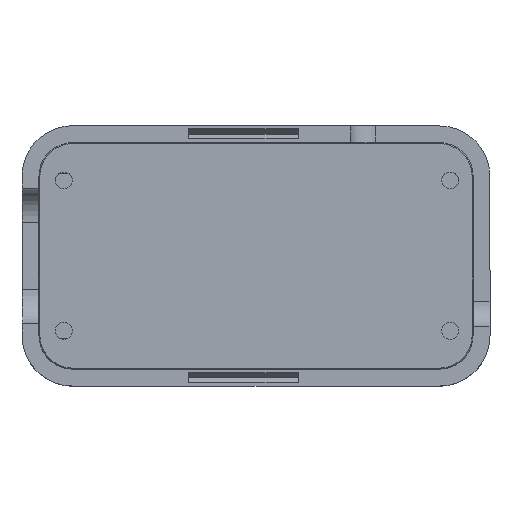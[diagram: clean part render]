
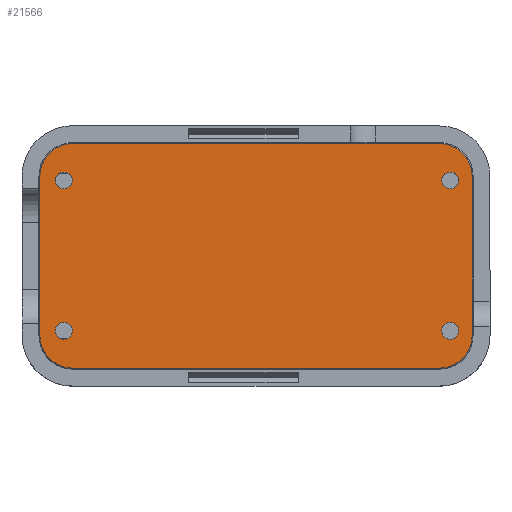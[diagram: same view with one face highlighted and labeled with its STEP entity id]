
A CAD part, top view. The second image highlights one B-rep face of the part: STEP entity #21566.
In plain terms, the highlighted planar face has unit normal (0, 0, 1).
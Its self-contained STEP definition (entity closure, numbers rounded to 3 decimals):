
#135 = CIRCLE ( 'NONE', #19223, 1. ) ;
#183 = DIRECTION ( 'NONE',  ( 0., 0., 1. ) ) ;
#226 = EDGE_LOOP ( 'NONE', ( #33266, #12482 ) ) ;
#387 = DIRECTION ( 'NONE',  ( 0., 0., -1. ) ) ;
#469 = AXIS2_PLACEMENT_3D ( 'NONE', #8869, #25338, #11621 ) ;
#502 = EDGE_CURVE ( 'NONE', #15926, #19017, #135, .T. ) ;
#525 = AXIS2_PLACEMENT_3D ( 'NONE', #8567, #387, #32105 ) ;
#610 = ORIENTED_EDGE ( 'NONE', *, *, #30622, .F. ) ;
#936 = DIRECTION ( 'NONE',  ( -1., 0., 0. ) ) ;
#1779 = LINE ( 'NONE', #12226, #6208 ) ;
#2119 = CARTESIAN_POINT ( 'NONE',  ( -47.26, 2.54, 4.4 ) ) ;
#2355 = CARTESIAN_POINT ( 'NONE',  ( -47.2, -1.883, 4.4 ) ) ;
#2408 = CIRCLE ( 'NONE', #28026, 1. ) ;
#2488 = EDGE_CURVE ( 'NONE', #28736, #26988, #29027, .T. ) ;
#2584 = DIRECTION ( 'NONE',  ( 0., 0., 1. ) ) ;
#2637 = ORIENTED_EDGE ( 'NONE', *, *, #10071, .T. ) ;
#2928 = FACE_BOUND ( 'NONE', #13220, .T. ) ;
#3131 = CARTESIAN_POINT ( 'NONE',  ( -47.2, 24.683, 4.4 ) ) ;
#3237 = EDGE_CURVE ( 'NONE', #30621, #20474, #30061, .T. ) ;
#3375 = ORIENTED_EDGE ( 'NONE', *, *, #33204, .F. ) ;
#3452 = DIRECTION ( 'NONE',  ( 0., 0., 1. ) ) ;
#3723 = DIRECTION ( 'NONE',  ( 1., 0., 0. ) ) ;
#4086 = CARTESIAN_POINT ( 'NONE',  ( -3.54, 2.54, 4.4 ) ) ;
#4382 = CARTESIAN_POINT ( 'NONE',  ( -48.26, 2.54, 4.4 ) ) ;
#4896 = CARTESIAN_POINT ( 'NONE',  ( -51.083, 0., 4.4 ) ) ;
#5128 = CARTESIAN_POINT ( 'NONE',  ( -47.2, 2., 4.4 ) ) ;
#5565 = AXIS2_PLACEMENT_3D ( 'NONE', #7292, #14664, #17709 ) ;
#5850 = CARTESIAN_POINT ( 'NONE',  ( -2.54, 20.32, 4.4 ) ) ;
#6049 = CARTESIAN_POINT ( 'NONE',  ( -3.84, -1.883, 4.4 ) ) ;
#6184 = ORIENTED_EDGE ( 'NONE', *, *, #25890, .T. ) ;
#6208 = VECTOR ( 'NONE', #7707, 1000. ) ;
#6503 = VERTEX_POINT ( 'NONE', #20005 ) ;
#6656 = CIRCLE ( 'NONE', #24081, 1. ) ;
#6724 = VERTEX_POINT ( 'NONE', #6957 ) ;
#6957 = CARTESIAN_POINT ( 'NONE',  ( -49.26, 2.54, 4.4 ) ) ;
#7112 = AXIS2_PLACEMENT_3D ( 'NONE', #13412, #10871, #936 ) ;
#7292 = CARTESIAN_POINT ( 'NONE',  ( -3.84, 20.8, 4.4 ) ) ;
#7707 = DIRECTION ( 'NONE',  ( 0., 1., 0. ) ) ;
#7730 = CARTESIAN_POINT ( 'NONE',  ( -48.26, 20.32, 4.4 ) ) ;
#7770 = EDGE_CURVE ( 'NONE', #26988, #28736, #25486, .T. ) ;
#7882 = CARTESIAN_POINT ( 'NONE',  ( -3.84, 2., 4.4 ) ) ;
#8313 = CIRCLE ( 'NONE', #15988, 3.883 ) ;
#8455 = ORIENTED_EDGE ( 'NONE', *, *, #22741, .T. ) ;
#8567 = CARTESIAN_POINT ( 'NONE',  ( 0., 0., 4.4 ) ) ;
#8745 = DIRECTION ( 'NONE',  ( 1., 0., 0. ) ) ;
#8869 = CARTESIAN_POINT ( 'NONE',  ( -2.54, 20.32, 4.4 ) ) ;
#9028 = ORIENTED_EDGE ( 'NONE', *, *, #29200, .T. ) ;
#9217 = AXIS2_PLACEMENT_3D ( 'NONE', #4382, #19748, #30142 ) ;
#9280 = EDGE_CURVE ( 'NONE', #20474, #29787, #16967, .T. ) ;
#9373 = VECTOR ( 'NONE', #15013, 1000. ) ;
#10071 = EDGE_CURVE ( 'NONE', #28064, #31040, #15176, .T. ) ;
#10192 = CARTESIAN_POINT ( 'NONE',  ( -3.84, 24.683, 4.4 ) ) ;
#10871 = DIRECTION ( 'NONE',  ( 0., 0., 1. ) ) ;
#11075 = CARTESIAN_POINT ( 'NONE',  ( -3.54, 20.32, 4.4 ) ) ;
#11124 = ORIENTED_EDGE ( 'NONE', *, *, #21214, .F. ) ;
#11621 = DIRECTION ( 'NONE',  ( 1., 0., 0. ) ) ;
#11740 = ORIENTED_EDGE ( 'NONE', *, *, #17555, .F. ) ;
#11840 = CIRCLE ( 'NONE', #21048, 1. ) ;
#12226 = CARTESIAN_POINT ( 'NONE',  ( 0.043, 0., 4.4 ) ) ;
#12274 = DIRECTION ( 'NONE',  ( 0., 0., 1. ) ) ;
#12482 = ORIENTED_EDGE ( 'NONE', *, *, #2488, .F. ) ;
#13220 = EDGE_LOOP ( 'NONE', ( #31272, #11124 ) ) ;
#13366 = FACE_BOUND ( 'NONE', #21945, .T. ) ;
#13412 = CARTESIAN_POINT ( 'NONE',  ( -47.2, 20.8, 4.4 ) ) ;
#13550 = VECTOR ( 'NONE', #24602, 1000. ) ;
#13830 = CARTESIAN_POINT ( 'NONE',  ( -48.26, 20.32, 4.4 ) ) ;
#14059 = CARTESIAN_POINT ( 'NONE',  ( 0.043, 20.8, 4.4 ) ) ;
#14664 = DIRECTION ( 'NONE',  ( 0., 0., 1. ) ) ;
#14877 = CARTESIAN_POINT ( 'NONE',  ( -47.26, 20.32, 4.4 ) ) ;
#15013 = DIRECTION ( 'NONE',  ( 1., 0., 0. ) ) ;
#15176 = LINE ( 'NONE', #27795, #9373 ) ;
#15605 = DIRECTION ( 'NONE',  ( 1., 0., 0. ) ) ;
#15830 = DIRECTION ( 'NONE',  ( 0., -1., 0. ) ) ;
#15926 = VERTEX_POINT ( 'NONE', #11075 ) ;
#15988 = AXIS2_PLACEMENT_3D ( 'NONE', #5128, #183, #23521 ) ;
#16718 = CARTESIAN_POINT ( 'NONE',  ( 0.043, 2., 4.4 ) ) ;
#16967 = CIRCLE ( 'NONE', #7112, 3.883 ) ;
#17555 = EDGE_CURVE ( 'NONE', #24883, #6724, #19568, .T. ) ;
#17704 = VERTEX_POINT ( 'NONE', #14059 ) ;
#17709 = DIRECTION ( 'NONE',  ( -1., 0., 0. ) ) ;
#18001 = CARTESIAN_POINT ( 'NONE',  ( -1.54, 20.32, 4.4 ) ) ;
#18141 = DIRECTION ( 'NONE',  ( 1., 0., 0. ) ) ;
#18156 = DIRECTION ( 'NONE',  ( 0., 0., 1. ) ) ;
#18486 = EDGE_LOOP ( 'NONE', ( #610, #28246 ) ) ;
#19017 = VERTEX_POINT ( 'NONE', #18001 ) ;
#19060 = CARTESIAN_POINT ( 'NONE',  ( -1.54, 2.54, 4.4 ) ) ;
#19223 = AXIS2_PLACEMENT_3D ( 'NONE', #5850, #3452, #8745 ) ;
#19482 = CARTESIAN_POINT ( 'NONE',  ( -49.26, 20.32, 4.4 ) ) ;
#19568 = CIRCLE ( 'NONE', #9217, 1. ) ;
#19748 = DIRECTION ( 'NONE',  ( 0., 0., 1. ) ) ;
#20005 = CARTESIAN_POINT ( 'NONE',  ( -51.083, 2., 4.4 ) ) ;
#20084 = ORIENTED_EDGE ( 'NONE', *, *, #3237, .T. ) ;
#20125 = EDGE_CURVE ( 'NONE', #28155, #22048, #11840, .T. ) ;
#20250 = CIRCLE ( 'NONE', #5565, 3.883 ) ;
#20474 = VERTEX_POINT ( 'NONE', #3131 ) ;
#20678 = CIRCLE ( 'NONE', #25035, 3.883 ) ;
#21048 = AXIS2_PLACEMENT_3D ( 'NONE', #27779, #12274, #22634 ) ;
#21118 = AXIS2_PLACEMENT_3D ( 'NONE', #13830, #32392, #3723 ) ;
#21157 = CARTESIAN_POINT ( 'NONE',  ( -48.26, 2.54, 4.4 ) ) ;
#21214 = EDGE_CURVE ( 'NONE', #19017, #15926, #26032, .T. ) ;
#21220 = CARTESIAN_POINT ( 'NONE',  ( -51.083, 20.8, 4.4 ) ) ;
#21566 = ADVANCED_FACE ( 'NONE', ( #28867, #23912, #2928, #13366, #23737 ), #26985, .F. ) ;
#21687 = CARTESIAN_POINT ( 'NONE',  ( 0., 24.683, 4.4 ) ) ;
#21945 = EDGE_LOOP ( 'NONE', ( #3375, #11740 ) ) ;
#22048 = VERTEX_POINT ( 'NONE', #4086 ) ;
#22634 = DIRECTION ( 'NONE',  ( 1., 0., 0. ) ) ;
#22741 = EDGE_CURVE ( 'NONE', #29787, #6503, #33553, .T. ) ;
#23048 = DIRECTION ( 'NONE',  ( 0., 0., 1. ) ) ;
#23128 = CARTESIAN_POINT ( 'NONE',  ( -2.54, 2.54, 4.4 ) ) ;
#23521 = DIRECTION ( 'NONE',  ( -1., 0., 0. ) ) ;
#23725 = DIRECTION ( 'NONE',  ( -1., 0., 0. ) ) ;
#23737 = FACE_BOUND ( 'NONE', #226, .T. ) ;
#23912 = FACE_BOUND ( 'NONE', #18486, .T. ) ;
#24081 = AXIS2_PLACEMENT_3D ( 'NONE', #21157, #23048, #18141 ) ;
#24345 = EDGE_CURVE ( 'NONE', #17704, #30621, #20250, .T. ) ;
#24602 = DIRECTION ( 'NONE',  ( -1., 0., 0. ) ) ;
#24704 = AXIS2_PLACEMENT_3D ( 'NONE', #7730, #18156, #15605 ) ;
#24883 = VERTEX_POINT ( 'NONE', #2119 ) ;
#25035 = AXIS2_PLACEMENT_3D ( 'NONE', #7882, #2584, #23725 ) ;
#25338 = DIRECTION ( 'NONE',  ( 0., 0., 1. ) ) ;
#25486 = CIRCLE ( 'NONE', #21118, 1. ) ;
#25890 = EDGE_CURVE ( 'NONE', #31040, #28901, #20678, .T. ) ;
#26032 = CIRCLE ( 'NONE', #469, 1. ) ;
#26317 = ORIENTED_EDGE ( 'NONE', *, *, #24345, .T. ) ;
#26985 = PLANE ( 'NONE',  #525 ) ;
#26988 = VERTEX_POINT ( 'NONE', #19482 ) ;
#27779 = CARTESIAN_POINT ( 'NONE',  ( -2.54, 2.54, 4.4 ) ) ;
#27795 = CARTESIAN_POINT ( 'NONE',  ( 0., -1.883, 4.4 ) ) ;
#28026 = AXIS2_PLACEMENT_3D ( 'NONE', #23128, #29695, #28258 ) ;
#28064 = VERTEX_POINT ( 'NONE', #2355 ) ;
#28155 = VERTEX_POINT ( 'NONE', #19060 ) ;
#28246 = ORIENTED_EDGE ( 'NONE', *, *, #20125, .F. ) ;
#28258 = DIRECTION ( 'NONE',  ( 1., 0., 0. ) ) ;
#28280 = ORIENTED_EDGE ( 'NONE', *, *, #9280, .T. ) ;
#28736 = VERTEX_POINT ( 'NONE', #14877 ) ;
#28867 = FACE_OUTER_BOUND ( 'NONE', #31940, .T. ) ;
#28901 = VERTEX_POINT ( 'NONE', #16718 ) ;
#29027 = CIRCLE ( 'NONE', #24704, 1. ) ;
#29200 = EDGE_CURVE ( 'NONE', #28901, #17704, #1779, .T. ) ;
#29695 = DIRECTION ( 'NONE',  ( 0., 0., 1. ) ) ;
#29787 = VERTEX_POINT ( 'NONE', #21220 ) ;
#30061 = LINE ( 'NONE', #21687, #13550 ) ;
#30142 = DIRECTION ( 'NONE',  ( 1., 0., 0. ) ) ;
#30621 = VERTEX_POINT ( 'NONE', #10192 ) ;
#30622 = EDGE_CURVE ( 'NONE', #22048, #28155, #2408, .T. ) ;
#31040 = VERTEX_POINT ( 'NONE', #6049 ) ;
#31081 = VECTOR ( 'NONE', #15830, 1000. ) ;
#31272 = ORIENTED_EDGE ( 'NONE', *, *, #502, .F. ) ;
#31940 = EDGE_LOOP ( 'NONE', ( #33294, #2637, #6184, #9028, #26317, #20084, #28280, #8455 ) ) ;
#32105 = DIRECTION ( 'NONE',  ( -1., 0., 0. ) ) ;
#32392 = DIRECTION ( 'NONE',  ( 0., 0., 1. ) ) ;
#33204 = EDGE_CURVE ( 'NONE', #6724, #24883, #6656, .T. ) ;
#33266 = ORIENTED_EDGE ( 'NONE', *, *, #7770, .F. ) ;
#33294 = ORIENTED_EDGE ( 'NONE', *, *, #33444, .T. ) ;
#33444 = EDGE_CURVE ( 'NONE', #6503, #28064, #8313, .T. ) ;
#33553 = LINE ( 'NONE', #4896, #31081 ) ;
